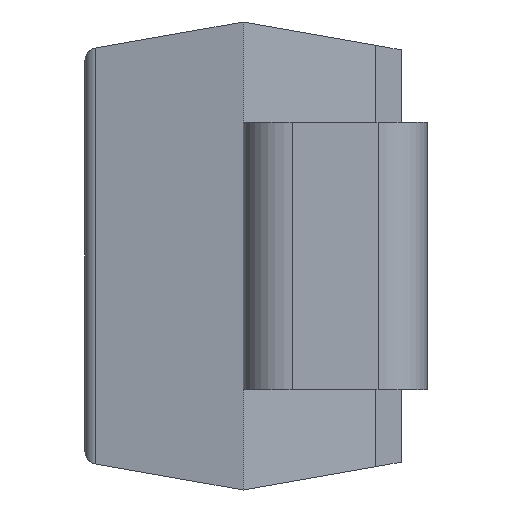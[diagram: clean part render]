
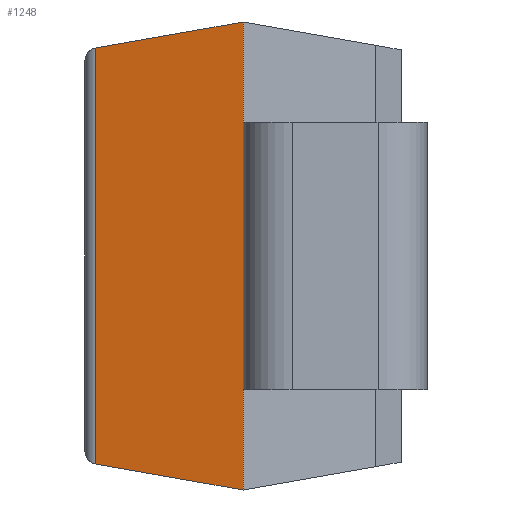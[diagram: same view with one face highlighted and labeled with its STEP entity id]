
A CAD part, left-side view. The second image highlights one B-rep face of the part: STEP entity #1248.
In plain terms, the highlighted planar face has unit normal (-0.985, 0.174, 0).
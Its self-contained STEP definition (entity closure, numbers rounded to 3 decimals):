
#67 = EDGE_CURVE ( 'NONE', #477, #431, #1352, .T. ) ;
#79 = ORIENTED_EDGE ( 'NONE', *, *, #331, .F. ) ;
#179 = EDGE_CURVE ( 'NONE', #652, #477, #347, .T. ) ;
#214 = DIRECTION ( 'NONE',  ( 0.171, 0.97, -0.171 ) ) ;
#270 = VECTOR ( 'NONE', #214, 1000. ) ;
#331 = EDGE_CURVE ( 'NONE', #652, #1103, #681, .T. ) ;
#347 = LINE ( 'NONE', #882, #270 ) ;
#431 = VERTEX_POINT ( 'NONE', #854 ) ;
#477 = VERTEX_POINT ( 'NONE', #1245 ) ;
#540 = CARTESIAN_POINT ( 'NONE',  ( -2.162, 1.425, -1.813 ) ) ;
#585 = CARTESIAN_POINT ( 'NONE',  ( -1.946, 2.65, 0. ) ) ;
#652 = VERTEX_POINT ( 'NONE', #786 ) ;
#681 = LINE ( 'NONE', #1216, #1673 ) ;
#697 = EDGE_CURVE ( 'NONE', #1103, #431, #1708, .T. ) ;
#704 = DIRECTION ( 'NONE',  ( -0.985, 0.174, 0. ) ) ;
#777 = DIRECTION ( 'NONE',  ( 0., 0., -1. ) ) ;
#786 = CARTESIAN_POINT ( 'NONE',  ( -2.162, 1.425, 1.812 ) ) ;
#793 = DIRECTION ( 'NONE',  ( 0., 0., -1. ) ) ;
#854 = CARTESIAN_POINT ( 'NONE',  ( -1.961, 2.567, -1.611 ) ) ;
#882 = CARTESIAN_POINT ( 'NONE',  ( -1.9, 2.915, 1.55 ) ) ;
#948 = FACE_OUTER_BOUND ( 'NONE', #1147, .T. ) ;
#991 = ORIENTED_EDGE ( 'NONE', *, *, #697, .F. ) ;
#1055 = CARTESIAN_POINT ( 'NONE',  ( -1.89, 2.973, -1.54 ) ) ;
#1066 = AXIS2_PLACEMENT_3D ( 'NONE', #585, #704, #1092 ) ;
#1092 = DIRECTION ( 'NONE',  ( 0., 0., -1. ) ) ;
#1103 = VERTEX_POINT ( 'NONE', #540 ) ;
#1147 = EDGE_LOOP ( 'NONE', ( #1402, #1475, #991, #79 ) ) ;
#1216 = CARTESIAN_POINT ( 'NONE',  ( -2.162, 1.425, -1.813 ) ) ;
#1218 = CARTESIAN_POINT ( 'NONE',  ( -1.961, 2.567, -1.596 ) ) ;
#1245 = CARTESIAN_POINT ( 'NONE',  ( -1.961, 2.567, 1.611 ) ) ;
#1248 = ADVANCED_FACE ( 'NONE', ( #948 ), #1251, .T. ) ;
#1251 = PLANE ( 'NONE',  #1066 ) ;
#1335 = VECTOR ( 'NONE', #1464, 1000. ) ;
#1352 = LINE ( 'NONE', #1218, #1649 ) ;
#1402 = ORIENTED_EDGE ( 'NONE', *, *, #179, .T. ) ;
#1464 = DIRECTION ( 'NONE',  ( 0.171, 0.97, 0.171 ) ) ;
#1475 = ORIENTED_EDGE ( 'NONE', *, *, #67, .T. ) ;
#1649 = VECTOR ( 'NONE', #793, 1000. ) ;
#1673 = VECTOR ( 'NONE', #777, 1000. ) ;
#1708 = LINE ( 'NONE', #1055, #1335 ) ;
